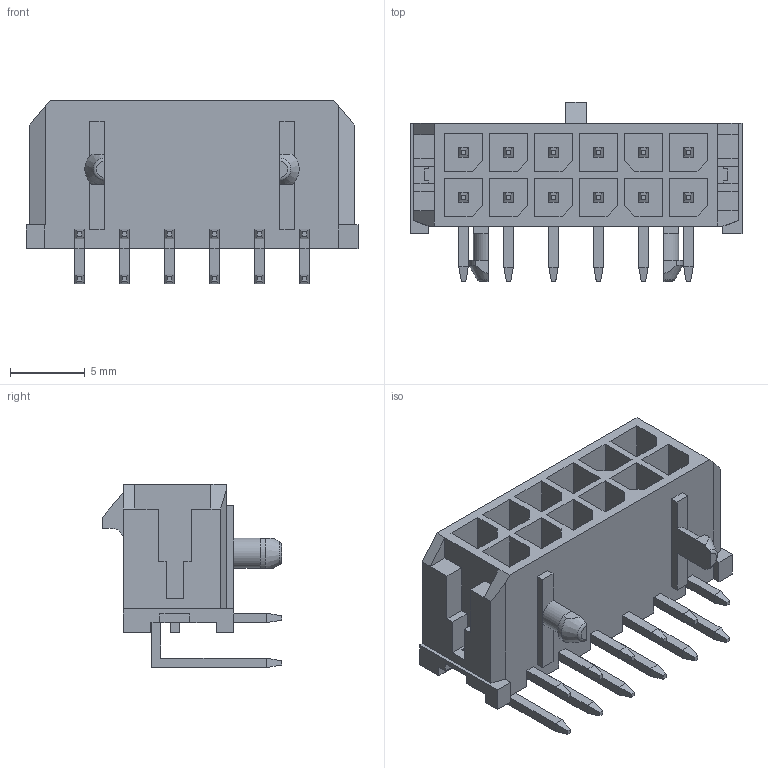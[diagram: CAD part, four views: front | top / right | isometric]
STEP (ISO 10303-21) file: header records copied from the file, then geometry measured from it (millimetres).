
FILE_DESCRIPTION(/* description */ (''),/* implementation_level */ '2;1');
FILE_NAME(/* name */ '430451200.step',/* time_stamp */ '2024-08-08T23:00:01-05:00',/* author */ (''),/* organization */ (''),/* preprocessor_version */ 'ST-DEVELOPER v20',/* originating_system */ 'Autodesk Translation Framework v13.14.0.145',/* authorisation */ '');
FILE_SCHEMA (('AUTOMOTIVE_DESIGN { 1 0 10303 214 3 1 1 }'));
Length unit declared in the file: millimetre
Products named in the file (1): 430451200
Bounding box: 22.15 x 11.95 x 12.24 mm (x, y, z)
Volume: 912.2 mm3; surface area: 2327.2 mm2
Topology: 13 solids, 13 shells, 545 faces, 1418 edges, 903 vertices
Faces by surface type: plane 536, cylinder 5, cone 2, torus 2
Entity records: 16255 total; most frequent: CARTESIAN_POINT 2875, ORIENTED_EDGE 2836, DIRECTION 2526, EDGE_CURVE 1418, LINE 1394, VECTOR 1394, VERTEX_POINT 903, EDGE_LOOP 573
